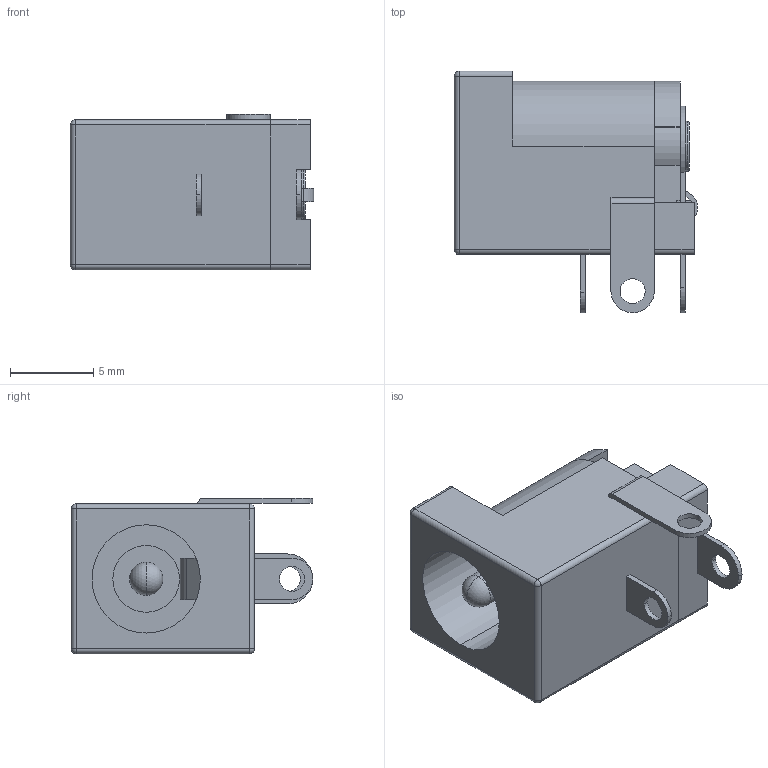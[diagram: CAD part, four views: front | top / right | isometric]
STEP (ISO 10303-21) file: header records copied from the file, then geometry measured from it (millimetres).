
FILE_DESCRIPTION (( 'STEP AP214' ), '1' );
FILE_NAME ('DC-005-5A-2.0.STEP', '2025-02-14T15:17:12', ( '' ), ( '' ), 'SwSTEP 2.0', 'SolidWorks 2021', '' );
FILE_SCHEMA (( 'AUTOMOTIVE_DESIGN' ));
Length unit declared in the file: millimetre
Products named in the file (1): DC-005-5A-2.0
Bounding box: 14.6 x 14.5 x 9.35 mm (x, y, z)
Volume: 869.9 mm3; surface area: 1333.3 mm2
Topology: 7 solids, 7 shells, 137 faces, 352 edges, 225 vertices
Faces by surface type: plane 74, cylinder 53, sphere 6, torus 4
Entity records: 4206 total; most frequent: DIRECTION 728, CARTESIAN_POINT 717, ORIENTED_EDGE 688, EDGE_CURVE 344, AXIS2_PLACEMENT_3D 250, VECTOR 228, LINE 228, VERTEX_POINT 223
